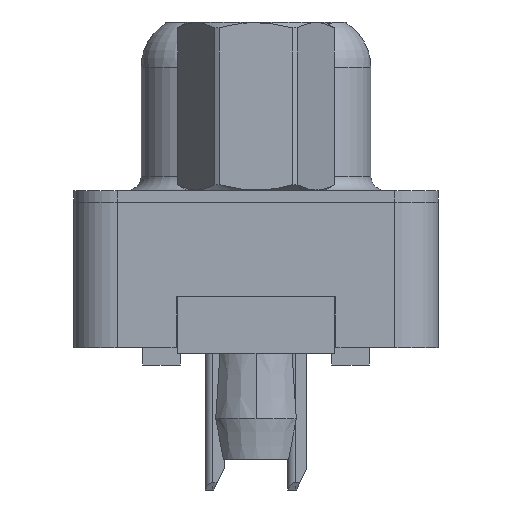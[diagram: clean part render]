
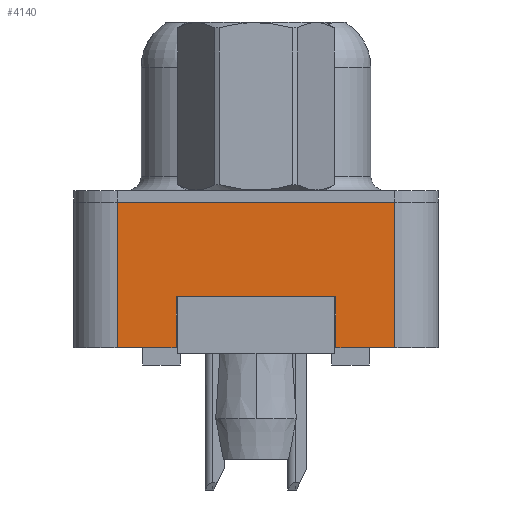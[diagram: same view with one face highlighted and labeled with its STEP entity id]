
A CAD part, left-side view. The second image highlights one B-rep face of the part: STEP entity #4140.
In plain terms, the highlighted planar face has unit normal (-1, 0, 0).
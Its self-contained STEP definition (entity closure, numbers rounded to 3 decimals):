
#16 = VERTEX_POINT ( 'NONE', #13120 ) ;
#164 = DIRECTION ( 'NONE',  ( 0., 1., 0. ) ) ;
#174 = CARTESIAN_POINT ( 'NONE',  ( -2.905, -4.775, -5. ) ) ;
#635 = VERTEX_POINT ( 'NONE', #4239 ) ;
#768 = VECTOR ( 'NONE', #13968, 1000. ) ;
#1111 = DIRECTION ( 'NONE',  ( 0., 0., 1. ) ) ;
#1533 = VERTEX_POINT ( 'NONE', #4852 ) ;
#1647 = VERTEX_POINT ( 'NONE', #11487 ) ;
#1808 = CARTESIAN_POINT ( 'NONE',  ( -2.905, -4.775, 0. ) ) ;
#2390 = AXIS2_PLACEMENT_3D ( 'NONE', #11495, #14866, #1111 ) ;
#2638 = ORIENTED_EDGE ( 'NONE', *, *, #11369, .T. ) ;
#3008 = EDGE_CURVE ( 'NONE', #7908, #635, #5027, .T. ) ;
#3254 = ORIENTED_EDGE ( 'NONE', *, *, #7989, .F. ) ;
#3898 = DIRECTION ( 'NONE',  ( 0., -1., 0. ) ) ;
#4116 = ORIENTED_EDGE ( 'NONE', *, *, #11532, .F. ) ;
#4140 = ADVANCED_FACE ( 'NONE', ( #19480 ), #5742, .T. ) ;
#4239 = CARTESIAN_POINT ( 'NONE',  ( -2.905, -4.775, 0. ) ) ;
#4386 = ORIENTED_EDGE ( 'NONE', *, *, #11297, .T. ) ;
#4425 = VERTEX_POINT ( 'NONE', #13963 ) ;
#4685 = LINE ( 'NONE', #10831, #17147 ) ;
#4769 = LINE ( 'NONE', #15603, #16066 ) ;
#4832 = ORIENTED_EDGE ( 'NONE', *, *, #3008, .F. ) ;
#4852 = CARTESIAN_POINT ( 'NONE',  ( -2.905, 2.75, -3.25 ) ) ;
#4867 = CARTESIAN_POINT ( 'NONE',  ( -2.905, 4.775, 0. ) ) ;
#4965 = LINE ( 'NONE', #14002, #19588 ) ;
#5027 = LINE ( 'NONE', #1808, #10284 ) ;
#5742 = PLANE ( 'NONE',  #2390 ) ;
#5916 = CARTESIAN_POINT ( 'NONE',  ( -2.905, 4.775, -5. ) ) ;
#6050 = EDGE_LOOP ( 'NONE', ( #2638, #8980, #12834, #4832, #4116, #4386, #3254, #9687 ) ) ;
#7444 = CARTESIAN_POINT ( 'NONE',  ( -2.905, -2.75, -5. ) ) ;
#7908 = VERTEX_POINT ( 'NONE', #4867 ) ;
#7989 = EDGE_CURVE ( 'NONE', #1533, #1647, #4965, .T. ) ;
#8065 = EDGE_CURVE ( 'NONE', #9074, #635, #4769, .T. ) ;
#8252 = VERTEX_POINT ( 'NONE', #7444 ) ;
#8436 = CARTESIAN_POINT ( 'NONE',  ( -2.905, -2.75, -3.25 ) ) ;
#8980 = ORIENTED_EDGE ( 'NONE', *, *, #13346, .T. ) ;
#9074 = VERTEX_POINT ( 'NONE', #174 ) ;
#9112 = VECTOR ( 'NONE', #3898, 1000. ) ;
#9687 = ORIENTED_EDGE ( 'NONE', *, *, #12340, .F. ) ;
#9761 = VECTOR ( 'NONE', #17575, 1000. ) ;
#10068 = VECTOR ( 'NONE', #15042, 1000. ) ;
#10284 = VECTOR ( 'NONE', #12653, 1000. ) ;
#10831 = CARTESIAN_POINT ( 'NONE',  ( -2.905, 2.75, -3.25 ) ) ;
#11005 = DIRECTION ( 'NONE',  ( 0., 0., -1. ) ) ;
#11297 = EDGE_CURVE ( 'NONE', #16, #1647, #18985, .T. ) ;
#11369 = EDGE_CURVE ( 'NONE', #4425, #8252, #11472, .T. ) ;
#11472 = LINE ( 'NONE', #8436, #9761 ) ;
#11487 = CARTESIAN_POINT ( 'NONE',  ( -2.905, 2.75, -5. ) ) ;
#11495 = CARTESIAN_POINT ( 'NONE',  ( -2.905, -4.775, -5. ) ) ;
#11532 = EDGE_CURVE ( 'NONE', #16, #7908, #12253, .T. ) ;
#11644 = CARTESIAN_POINT ( 'NONE',  ( -2.905, -4.775, -5. ) ) ;
#12253 = LINE ( 'NONE', #5916, #10068 ) ;
#12340 = EDGE_CURVE ( 'NONE', #4425, #1533, #4685, .T. ) ;
#12653 = DIRECTION ( 'NONE',  ( 0., -1., 0. ) ) ;
#12834 = ORIENTED_EDGE ( 'NONE', *, *, #8065, .T. ) ;
#13120 = CARTESIAN_POINT ( 'NONE',  ( -2.905, 4.775, -5. ) ) ;
#13219 = LINE ( 'NONE', #11644, #9112 ) ;
#13346 = EDGE_CURVE ( 'NONE', #8252, #9074, #13219, .T. ) ;
#13963 = CARTESIAN_POINT ( 'NONE',  ( -2.905, -2.75, -3.25 ) ) ;
#13968 = DIRECTION ( 'NONE',  ( 0., -1., 0. ) ) ;
#14002 = CARTESIAN_POINT ( 'NONE',  ( -2.905, 2.75, -3.25 ) ) ;
#14097 = DIRECTION ( 'NONE',  ( 0., 0., 1. ) ) ;
#14161 = CARTESIAN_POINT ( 'NONE',  ( -2.905, -4.775, -5. ) ) ;
#14866 = DIRECTION ( 'NONE',  ( -1., 0., 0. ) ) ;
#15042 = DIRECTION ( 'NONE',  ( 0., 0., 1. ) ) ;
#15603 = CARTESIAN_POINT ( 'NONE',  ( -2.905, -4.775, -5. ) ) ;
#16066 = VECTOR ( 'NONE', #14097, 1000. ) ;
#17147 = VECTOR ( 'NONE', #164, 1000. ) ;
#17575 = DIRECTION ( 'NONE',  ( 0., 0., -1. ) ) ;
#18985 = LINE ( 'NONE', #14161, #768 ) ;
#19480 = FACE_OUTER_BOUND ( 'NONE', #6050, .T. ) ;
#19588 = VECTOR ( 'NONE', #11005, 1000. ) ;
